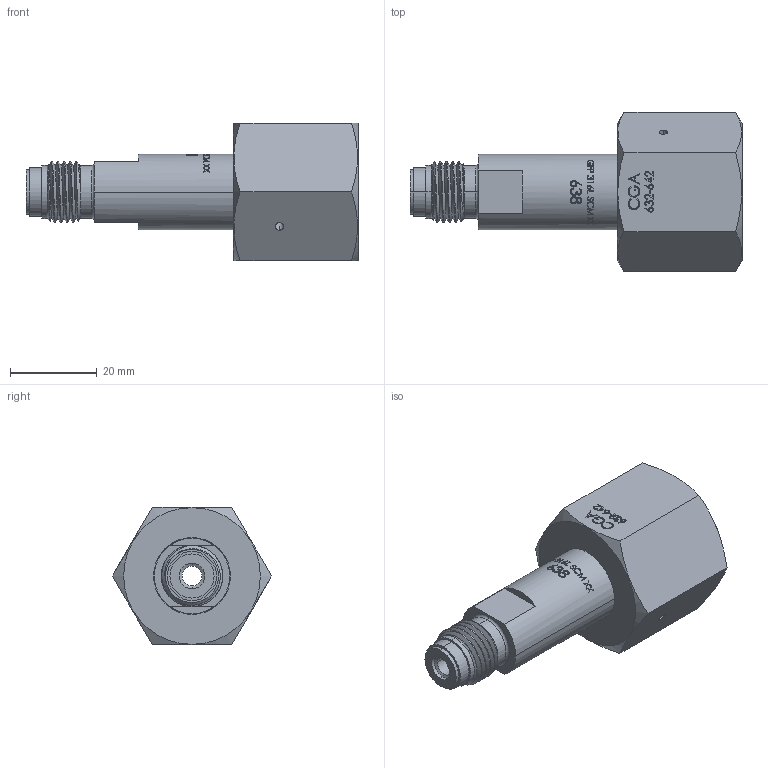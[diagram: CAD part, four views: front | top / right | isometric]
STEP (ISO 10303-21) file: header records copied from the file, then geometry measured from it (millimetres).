
FILE_DESCRIPTION (( 'STEP AP203' ), '1' );
FILE_NAME ('INL-638SS-4MFS.STEP', '2025-01-28T19:41:43', ( '' ), ( '' ), 'SwSTEP 2.0', 'SolidWorks 2018', '' );
FILE_SCHEMA (( 'CONFIG_CONTROL_DESIGN' ));
Length unit declared in the file: inch
Products named in the file (3): INL-638SS-4MFS; PRT-000988; PRT-000135
Assembly tree (2 placements, depth 2):
  INL-638SS-4MFS
    PRT-000135
    PRT-000988
Bounding box: 76.51 x 36.66 x 31.75 mm (x, y, z)
Volume: 27965.4 mm3; surface area: 13353 mm2
Topology: 2 solids, 2 shells, 486 faces, 1449 edges, 1012 vertices
Faces by surface type: bspline 209, plane 149, cylinder 87, cone 21, torus 20
Entity records: 36942 total; most frequent: CARTESIAN_POINT 25526, ORIENTED_EDGE 2898, EDGE_CURVE 1449, DIRECTION 1387, VERTEX_POINT 1012, B_SPLINE_CURVE_WITH_KNOTS 816, EDGE_LOOP 539, AXIS2_PLACEMENT_3D 493
